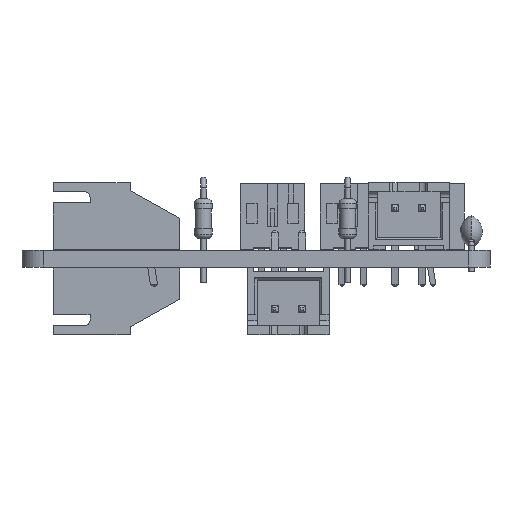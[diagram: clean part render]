
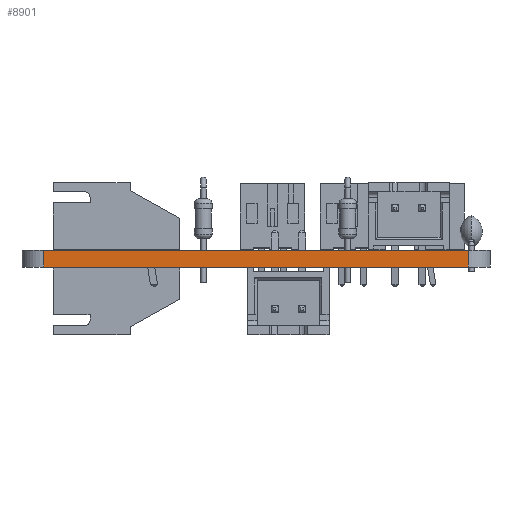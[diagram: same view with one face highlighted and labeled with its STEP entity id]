
A CAD part, left-side view. The second image highlights one B-rep face of the part: STEP entity #8901.
In plain terms, the highlighted planar face has unit normal (-1, 0, 0).
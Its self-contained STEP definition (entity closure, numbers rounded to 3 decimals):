
#7494 = VERTEX_POINT('',#7495);
#7495 = CARTESIAN_POINT('',(-26.38,19.3,0.));
#7502 = EDGE_CURVE('',#7503,#7494,#7505,.T.);
#7503 = VERTEX_POINT('',#7504);
#7504 = CARTESIAN_POINT('',(-26.38,-19.3,0.));
#7505 = LINE('',#7506,#7507);
#7506 = CARTESIAN_POINT('',(-26.38,-19.3,0.));
#7507 = VECTOR('',#7508,1.);
#7508 = DIRECTION('',(0.,1.,0.));
#8184 = VERTEX_POINT('',#8185);
#8185 = CARTESIAN_POINT('',(-26.38,19.3,1.51));
#8192 = EDGE_CURVE('',#8193,#8184,#8195,.T.);
#8193 = VERTEX_POINT('',#8194);
#8194 = CARTESIAN_POINT('',(-26.38,-19.3,1.51));
#8195 = LINE('',#8196,#8197);
#8196 = CARTESIAN_POINT('',(-26.38,-19.3,1.51));
#8197 = VECTOR('',#8198,1.);
#8198 = DIRECTION('',(0.,1.,0.));
#8871 = EDGE_CURVE('',#7494,#8184,#8872,.T.);
#8872 = LINE('',#8873,#8874);
#8873 = CARTESIAN_POINT('',(-26.38,19.3,0.));
#8874 = VECTOR('',#8875,1.);
#8875 = DIRECTION('',(0.,0.,1.));
#8901 = ADVANCED_FACE('',(#8902),#8913,.T.);
#8902 = FACE_BOUND('',#8903,.T.);
#8903 = EDGE_LOOP('',(#8904,#8910,#8911,#8912));
#8904 = ORIENTED_EDGE('',*,*,#8905,.T.);
#8905 = EDGE_CURVE('',#7503,#8193,#8906,.T.);
#8906 = LINE('',#8907,#8908);
#8907 = CARTESIAN_POINT('',(-26.38,-19.3,0.));
#8908 = VECTOR('',#8909,1.);
#8909 = DIRECTION('',(0.,0.,1.));
#8910 = ORIENTED_EDGE('',*,*,#8192,.T.);
#8911 = ORIENTED_EDGE('',*,*,#8871,.F.);
#8912 = ORIENTED_EDGE('',*,*,#7502,.F.);
#8913 = PLANE('',#8914);
#8914 = AXIS2_PLACEMENT_3D('',#8915,#8916,#8917);
#8915 = CARTESIAN_POINT('',(-26.38,-19.3,0.));
#8916 = DIRECTION('',(-1.,0.,0.));
#8917 = DIRECTION('',(0.,1.,0.));
